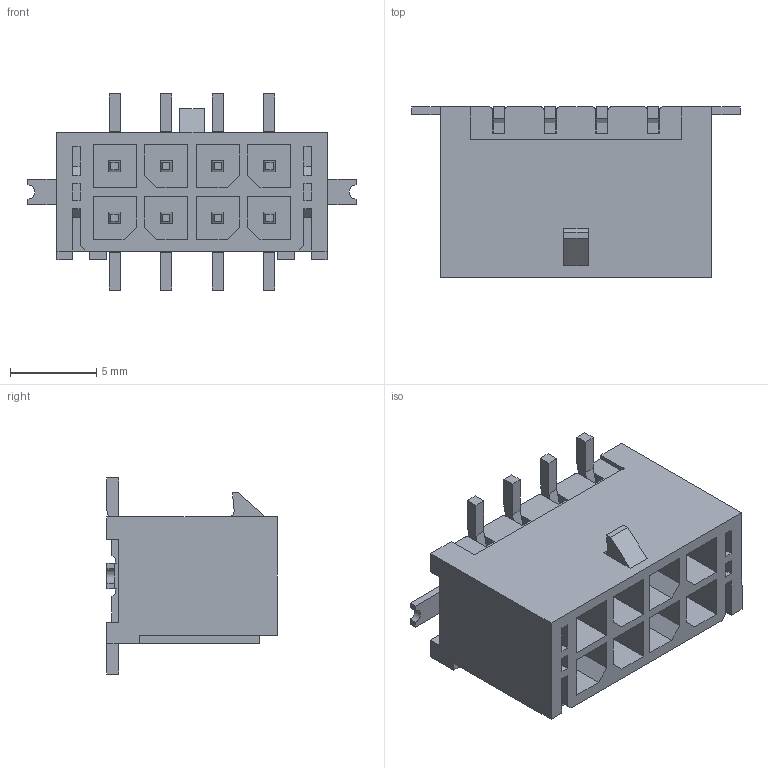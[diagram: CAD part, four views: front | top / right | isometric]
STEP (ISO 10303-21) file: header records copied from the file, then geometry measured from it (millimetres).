
FILE_DESCRIPTION(/* description */ ('Unknown'),/* implementation_level */ '2;1');
FILE_NAME(/* name */ '662008231822',/* time_stamp */ '2020-03-31T08:49:21+02:00',/* author */ ('Unknown'),/* organization */ ('Unknown'),/* preprocessor_version */ 'ST-DEVELOPER v16.7',/* originating_system */ 'DEX',/* authorisation */ $);
FILE_SCHEMA (('AUTOMOTIVE_DESIGN {1 0 10303 214 3 1 1}'));
Length unit declared in the file: millimetre
Products named in the file (4): 6620xx231822; 662008231822; 6620xx231822_MASS; 6620xx231822_PIN
Assembly tree (11 placements, depth 2):
  6620xx231822
    662008231822
    6620xx231822_MASS  x2
    6620xx231822_PIN  x8
Bounding box: 19.09 x 9.9 x 11.4 mm (x, y, z)
Volume: 659.6 mm3; surface area: 1897.4 mm2
Topology: 11 solids, 11 shells, 465 faces, 1318 edges, 868 vertices
Faces by surface type: plane 442, cylinder 23
Entity records: 9163 total; most frequent: CARTESIAN_POINT 1629, ORIENTED_EDGE 1618, DIRECTION 1413, EDGE_CURVE 809, LINE 769, VECTOR 769, VERTEX_POINT 538, AXIS2_PLACEMENT_3D 322
